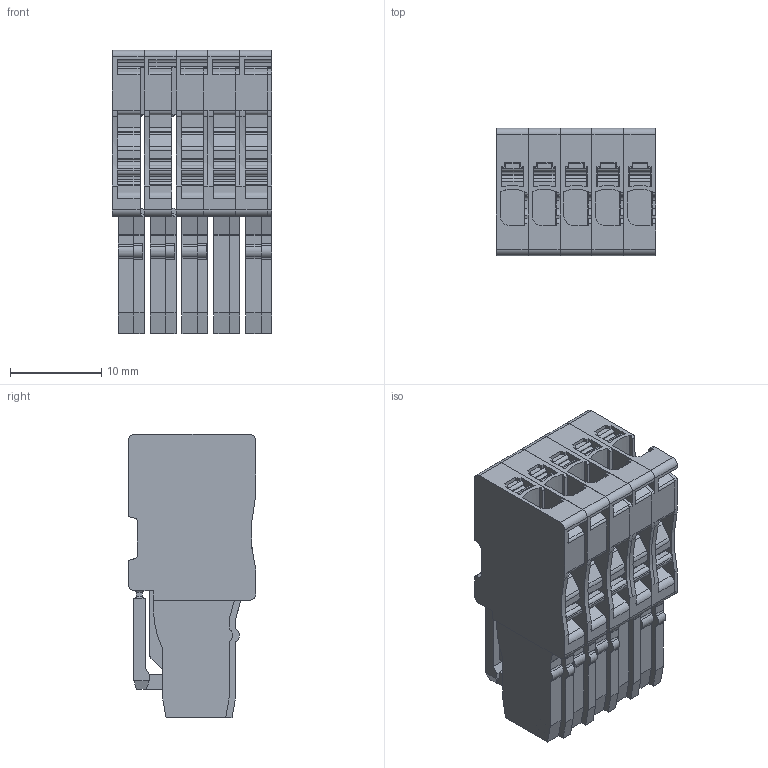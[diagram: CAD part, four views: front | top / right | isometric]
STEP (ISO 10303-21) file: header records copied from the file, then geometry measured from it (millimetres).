
FILE_DESCRIPTION(('CATIA V5R24 STEP','CAx-IF Rec.Pracs.--- Model Styling and Organization---1.2---2011-12-15'),'2;1');
FILE_NAME ('D1462760_0', '2017-07-20T05:54:29+00:00', ('Weidmueller Interface'), ('Weidmueller'), 'CATIA Version 5-6 Release 2014 SP4 HF52', 'CATIA V5 STEP AP214', 'none');
FILE_SCHEMA(('AUTOMOTIVE_DESIGN { 1 0 10303 214 1 1 1 1 }'));
Products named in the file (1): v5-standard_part
Bounding box: 17.5 x 14 x 31.15 mm (x, y, z)
Volume: 4519.3 mm3; surface area: 8204.5 mm2
Topology: 11 solids, 17 shells, 2033 faces, 5618 edges, 3675 vertices
Faces by surface type: plane 1125, cylinder 868, torus 30, sphere 10
Entity records: 62504 total; most frequent: CARTESIAN_POINT 12244, ORIENTED_EDGE 11216, DIRECTION 8904, EDGE_CURVE 5608, VECTOR 3820, LINE 3820, VERTEX_POINT 3675, AXIS2_PLACEMENT_3D 3321
